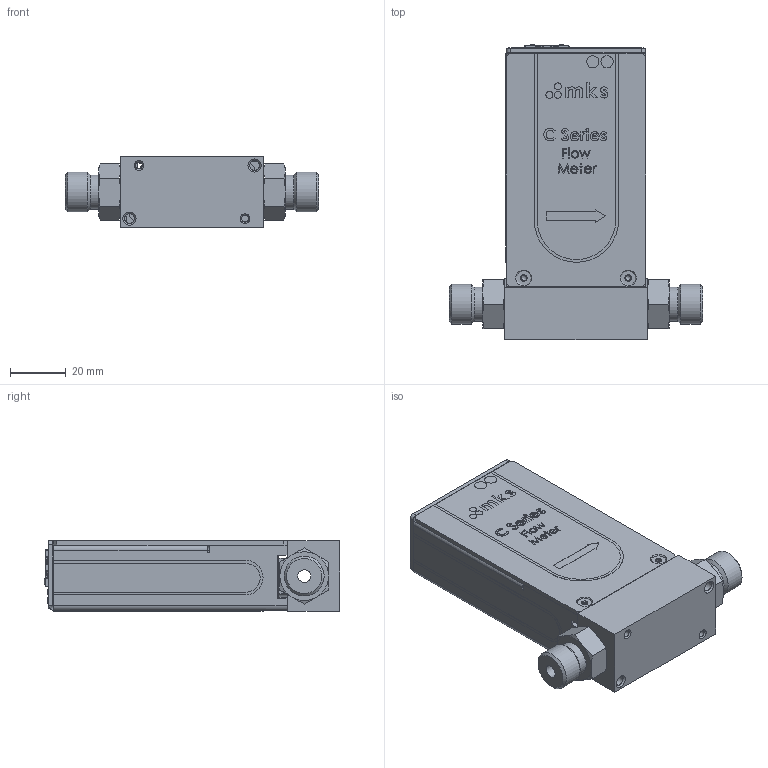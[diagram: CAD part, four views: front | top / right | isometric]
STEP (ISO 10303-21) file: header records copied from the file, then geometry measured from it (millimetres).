
FILE_DESCRIPTION (( 'STEP AP214' ), '1' );
FILE_NAME ('C-series_modbus_4vco_short_MFM.STEP', '2019-03-19T17:55:50', ( '' ), ( '' ), 'SwSTEP 2.0', 'SolidWorks 2015', '' );
FILE_SCHEMA (( 'AUTOMOTIVE_DESIGN' ));
Length unit declared in the file: inch
Products named in the file (1): C-series_modbus_4vco_short_MFM
Bounding box: 90.87 x 105.97 x 25.44 mm (x, y, z)
Surface area: 39681.1 mm2 (no closed solid volume)
Topology: 0 solids, 48 shells, 660 faces, 3246 edges, 2581 vertices
Faces by surface type: plane 392, cylinder 134, bspline 76, cone 58
Full cylindrical faces by diameter (mm): 1.194 x3, 1.524 x2, 1.702 x1, 2.5 x2, 3.454 x2, 3.8 x1, 4.572 x2, 5.563 x1, 6.071 x1, 12.192 x2, 14.287 x2
Entity records: 48729 total; most frequent: CARTESIAN_POINT 16555, ORIENTED_EDGE 4408, DIRECTION 4057, EDGE_CURVE 3200, VERTEX_POINT 2571, VECTOR 2197, LINE 2197, AXIS2_PLACEMENT_3D 930
